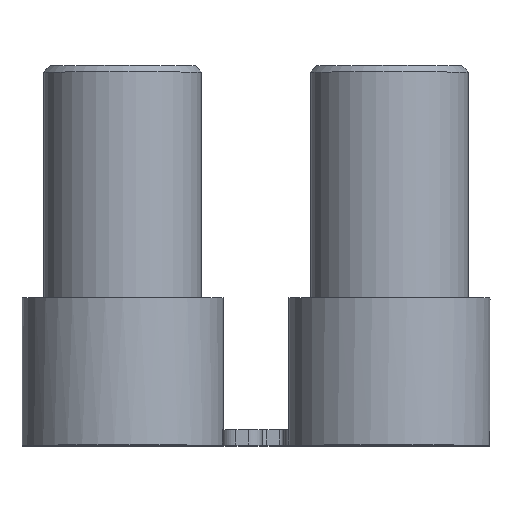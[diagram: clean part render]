
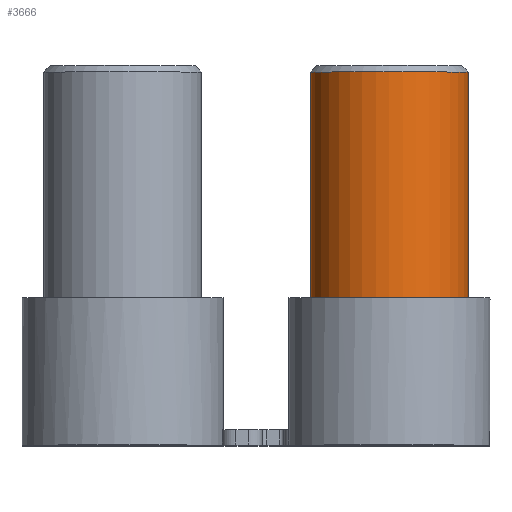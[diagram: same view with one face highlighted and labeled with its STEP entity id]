
A CAD part, top view. The second image highlights one B-rep face of the part: STEP entity #3666.
In plain terms, the highlighted cylindrical face has radius 2.55 mm (diameter 5.1 mm), a full revolution.
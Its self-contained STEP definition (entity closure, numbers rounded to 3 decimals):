
#128=CYLINDRICAL_SURFACE('',#3887,2.55);
#223=FACE_OUTER_BOUND('',#422,.T.);
#422=EDGE_LOOP('',(#2529,#2530,#2531,#2532));
#627=LINE('',#5504,#986);
#986=VECTOR('',#4326,2.75);
#1347=CIRCLE('',#3886,2.55);
#1348=CIRCLE('',#3888,2.55);
#1561=VERTEX_POINT('',#5498);
#1562=VERTEX_POINT('',#5502);
#1946=EDGE_CURVE('',#1561,#1561,#1347,.T.);
#1947=EDGE_CURVE('',#1562,#1562,#1348,.T.);
#1948=EDGE_CURVE('',#1562,#1561,#627,.T.);
#2529=ORIENTED_EDGE('',*,*,#1947,.T.);
#2530=ORIENTED_EDGE('',*,*,#1948,.T.);
#2531=ORIENTED_EDGE('',*,*,#1946,.F.);
#2532=ORIENTED_EDGE('',*,*,#1948,.F.);
#3666=ADVANCED_FACE('',(#223),#128,.T.);
#3886=AXIS2_PLACEMENT_3D('',#5500,#4320,#4321);
#3887=AXIS2_PLACEMENT_3D('',#5501,#4322,#4323);
#3888=AXIS2_PLACEMENT_3D('',#5503,#4324,#4325);
#4320=DIRECTION('center_axis',(0.,1.,0.));
#4321=DIRECTION('ref_axis',(1.,0.,0.));
#4322=DIRECTION('center_axis',(0.,-1.,0.));
#4323=DIRECTION('ref_axis',(1.,0.,0.));
#4324=DIRECTION('center_axis',(0.,1.,0.));
#4325=DIRECTION('ref_axis',(1.,0.,0.));
#4326=DIRECTION('',(0.,1.,0.));
#5498=CARTESIAN_POINT('',(36.65,18.261,-8.088));
#5500=CARTESIAN_POINT('Origin',(39.2,18.261,-8.088));
#5501=CARTESIAN_POINT('Origin',(39.2,14.47,-8.088));
#5502=CARTESIAN_POINT('',(36.65,10.97,-8.088));
#5503=CARTESIAN_POINT('Origin',(39.2,10.97,-8.088));
#5504=CARTESIAN_POINT('',(36.65,14.47,-8.088));
